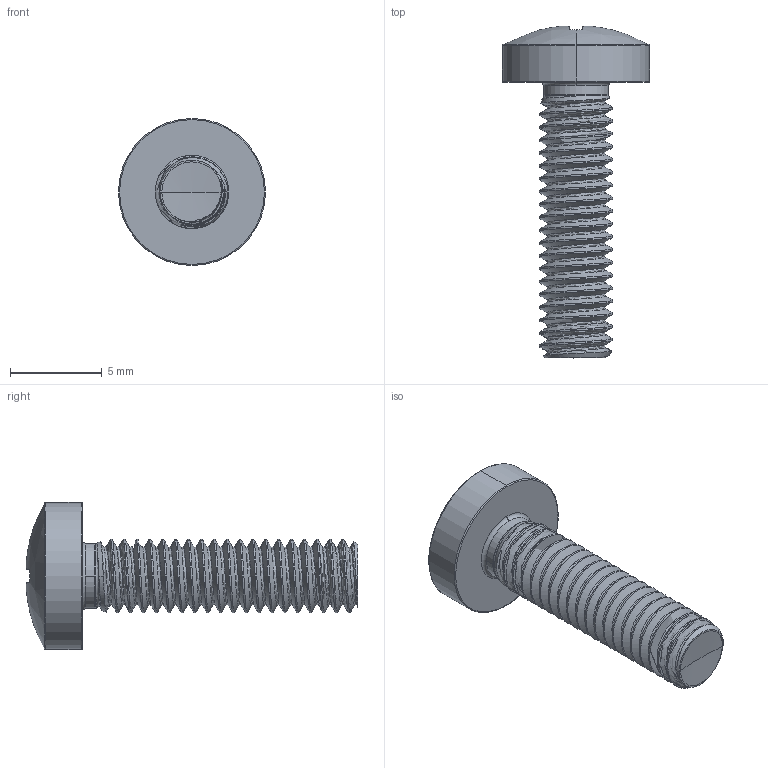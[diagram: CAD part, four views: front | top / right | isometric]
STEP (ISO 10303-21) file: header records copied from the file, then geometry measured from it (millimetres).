
FILE_DESCRIPTION (( 'STEP AP203' ), '1' );
FILE_NAME ('STM320400150.STEP', '2020-12-24T15:50:28', ( '' ), ( '' ), 'SwSTEP 2.0', 'SolidWorks 2015', '' );
FILE_SCHEMA (( 'CONFIG_CONTROL_DESIGN' ));
Length unit declared in the file: millimetre
Products named in the file (2): STM320400150
Bounding box: 8 x 18.06 x 8 mm (x, y, z)
Volume: 270.8 mm3; surface area: 447 mm2
Topology: 1 solids, 1 shells, 201 faces, 477 edges, 277 vertices
Faces by surface type: cylinder 63, bspline 46, torus 33, sphere 28, plane 22, cone 9
Entity records: 24122 total; most frequent: CARTESIAN_POINT 19867, ORIENTED_EDGE 950, DIRECTION 796, EDGE_CURVE 475, AXIS2_PLACEMENT_3D 353, VERTEX_POINT 277, EDGE_LOOP 202, ADVANCED_FACE 201
